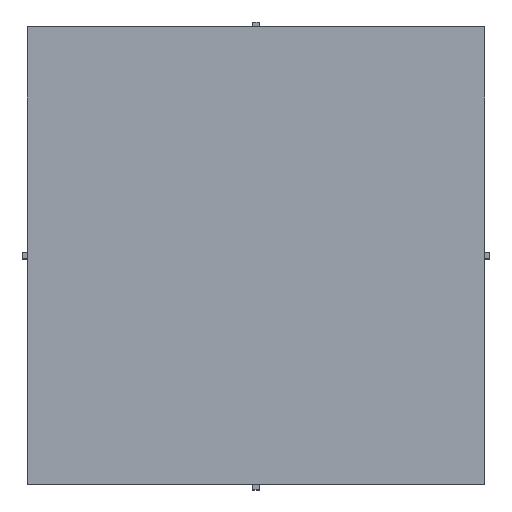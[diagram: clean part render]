
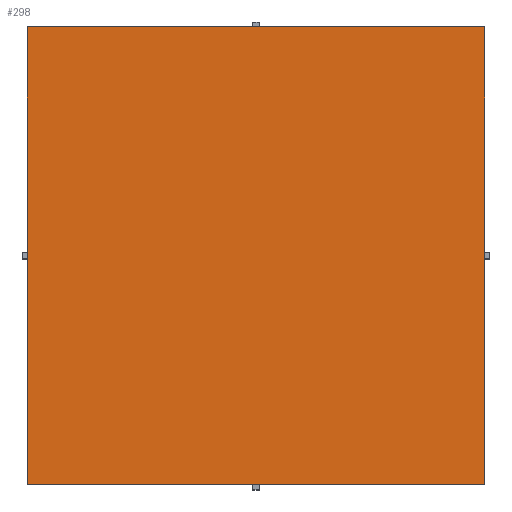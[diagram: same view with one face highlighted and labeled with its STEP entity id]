
A CAD part, top view. The second image highlights one B-rep face of the part: STEP entity #298.
In plain terms, the highlighted planar face has unit normal (0, 0, 1).
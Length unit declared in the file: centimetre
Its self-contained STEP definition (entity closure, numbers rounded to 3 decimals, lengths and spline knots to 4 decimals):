
#298=ADVANCED_FACE('',(#376),#1972,.T.);
#376=FACE_OUTER_BOUND('',#454,.T.);
#454=EDGE_LOOP('',(#724,#725,#726,#727));
#724=ORIENTED_EDGE('',*,*,#1084,.T.);
#725=ORIENTED_EDGE('',*,*,#1085,.T.);
#726=ORIENTED_EDGE('',*,*,#1086,.T.);
#727=ORIENTED_EDGE('',*,*,#1087,.T.);
#1084=EDGE_CURVE('',#1804,#1805,#1444,.T.);
#1085=EDGE_CURVE('',#1805,#1806,#1445,.T.);
#1086=EDGE_CURVE('',#1806,#1807,#1446,.T.);
#1087=EDGE_CURVE('',#1807,#1804,#1447,.T.);
#1444=B_SPLINE_CURVE_WITH_KNOTS('',1,(#2984,#2985),.UNSPECIFIED.,.F.,.F.,
(2,2),(0.,75.),.UNSPECIFIED.);
#1445=B_SPLINE_CURVE_WITH_KNOTS('',1,(#2986,#2987),.UNSPECIFIED.,.F.,.F.,
(2,2),(0.,75.),.UNSPECIFIED.);
#1446=B_SPLINE_CURVE_WITH_KNOTS('',1,(#2988,#2989),.UNSPECIFIED.,.F.,.F.,
(2,2),(0.,75.),.UNSPECIFIED.);
#1447=B_SPLINE_CURVE_WITH_KNOTS('',1,(#2990,#2991),.UNSPECIFIED.,.F.,.F.,
(2,2),(0.,75.),.UNSPECIFIED.);
#1804=VERTEX_POINT('',#2980);
#1805=VERTEX_POINT('',#2981);
#1806=VERTEX_POINT('',#2982);
#1807=VERTEX_POINT('',#2983);
#1972=PLANE('',#2091);
#2091=AXIS2_PLACEMENT_3D('',#2979,#2175,$);
#2175=DIRECTION('',(0.,0.,1.));
#2979=CARTESIAN_POINT('',(-45.012,-6.712,1.9));
#2980=CARTESIAN_POINT('',(-37.5,0.8,1.9));
#2981=CARTESIAN_POINT('',(37.5,0.8,1.9));
#2982=CARTESIAN_POINT('',(37.5,75.8,1.9));
#2983=CARTESIAN_POINT('',(-37.5,75.8,1.9));
#2984=CARTESIAN_POINT('',(-37.5,0.8,1.9));
#2985=CARTESIAN_POINT('',(37.5,0.8,1.9));
#2986=CARTESIAN_POINT('',(37.5,0.8,1.9));
#2987=CARTESIAN_POINT('',(37.5,75.8,1.9));
#2988=CARTESIAN_POINT('',(37.5,75.8,1.9));
#2989=CARTESIAN_POINT('',(-37.5,75.8,1.9));
#2990=CARTESIAN_POINT('',(-37.5,75.8,1.9));
#2991=CARTESIAN_POINT('',(-37.5,0.8,1.9));
